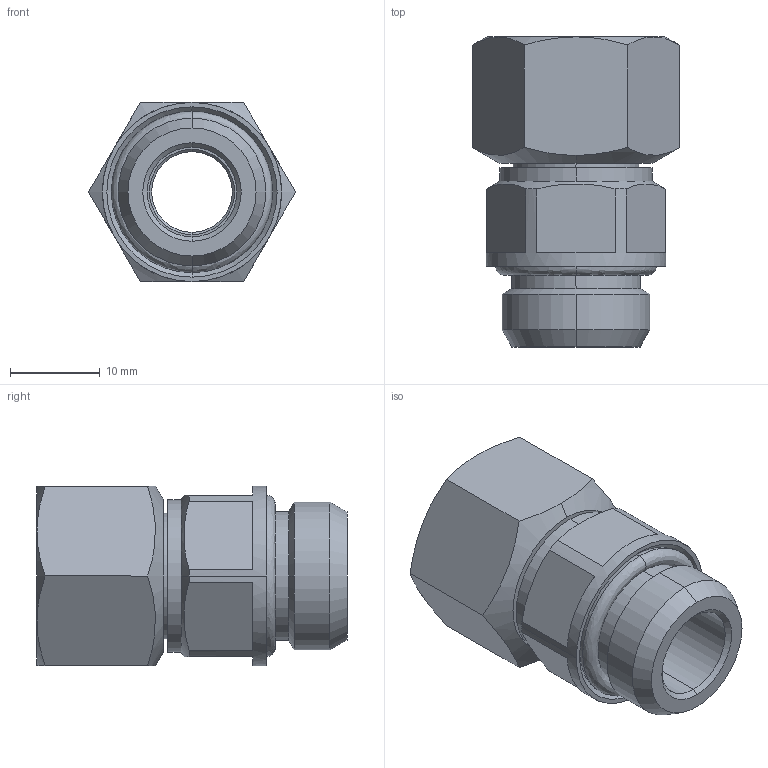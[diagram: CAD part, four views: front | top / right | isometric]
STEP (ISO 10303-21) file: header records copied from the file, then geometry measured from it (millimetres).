
FILE_DESCRIPTION (( 'STEP AP214' ), '1' );
FILE_NAME ('0211500003A.STEP', '2015-10-14T09:47:56', ( '' ), ( '' ), 'SwSTEP 2.0', 'SolidWorks 2015', '' );
FILE_SCHEMA (( 'AUTOMOTIVE_DESIGN' ));
Length unit declared in the file: millimetre
Products named in the file (2): 0211500003A
Bounding box: 23.09 x 34.6 x 20 mm (x, y, z)
Volume: 6044.9 mm3; surface area: 4591.5 mm2
Topology: 2 solids, 2 shells, 84 faces, 194 edges, 118 vertices
Faces by surface type: cone 26, plane 26, cylinder 20, bspline 12
Entity records: 3526 total; most frequent: CARTESIAN_POINT 1598, ORIENTED_EDGE 388, DIRECTION 380, EDGE_CURVE 194, AXIS2_PLACEMENT_3D 158, VERTEX_POINT 118, EDGE_LOOP 92, CIRCLE 84
